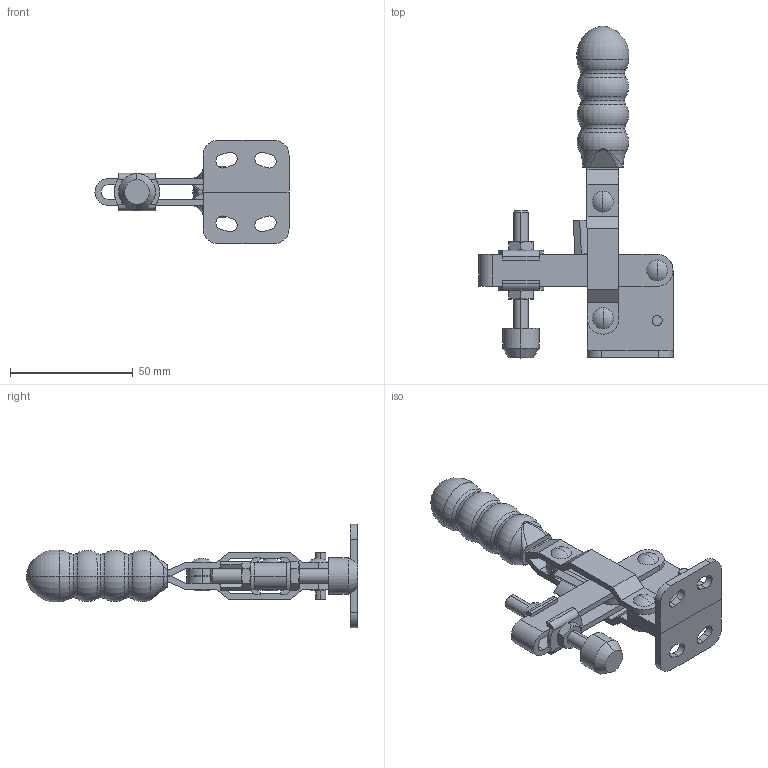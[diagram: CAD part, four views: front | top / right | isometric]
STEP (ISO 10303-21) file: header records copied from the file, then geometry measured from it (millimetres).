
FILE_DESCRIPTION (( 'STEP AP214' ), '1' );
FILE_NAME ('GH-12002-B(Â²¤Æ).STEP', '2020-03-27T08:28:42', ( 'LinWei' ), ( '' ), 'SwSTEP 2.0', 'SolidWorks 2016', '' );
FILE_SCHEMA (( 'AUTOMOTIVE_DESIGN' ));
Length unit declared in the file: millimetre
Products named in the file (7): Group6^GH-12002-B(簡化); Group5^GH-12002-B(簡化); Group4^GH-12002-B(簡化); Group3^GH-12002-B(簡化); Group2^GH-12002-B(簡化); Group1^GH-12002-B(簡化); GH-12002-B(簡化)
Assembly tree (6 placements, depth 2):
  GH-12002-B(簡化)
    Group1^GH-12002-B(簡化)
    Group2^GH-12002-B(簡化)
    Group3^GH-12002-B(簡化)
    Group4^GH-12002-B(簡化)
    Group5^GH-12002-B(簡化)
    Group6^GH-12002-B(簡化)
Bounding box: 79 x 135.17 x 42 mm (x, y, z)
Volume: 43415.8 mm3; surface area: 25240.3 mm2
Topology: 7 solids, 8 shells, 344 faces, 841 edges, 530 vertices
Faces by surface type: plane 136, cylinder 122, torus 36, cone 36, sphere 8, bspline 6
Entity records: 12253 total; most frequent: CARTESIAN_POINT 2604, DIRECTION 1756, ORIENTED_EDGE 1678, EDGE_CURVE 839, AXIS2_PLACEMENT_3D 686, VERTEX_POINT 530, EDGE_LOOP 387, LINE 384
